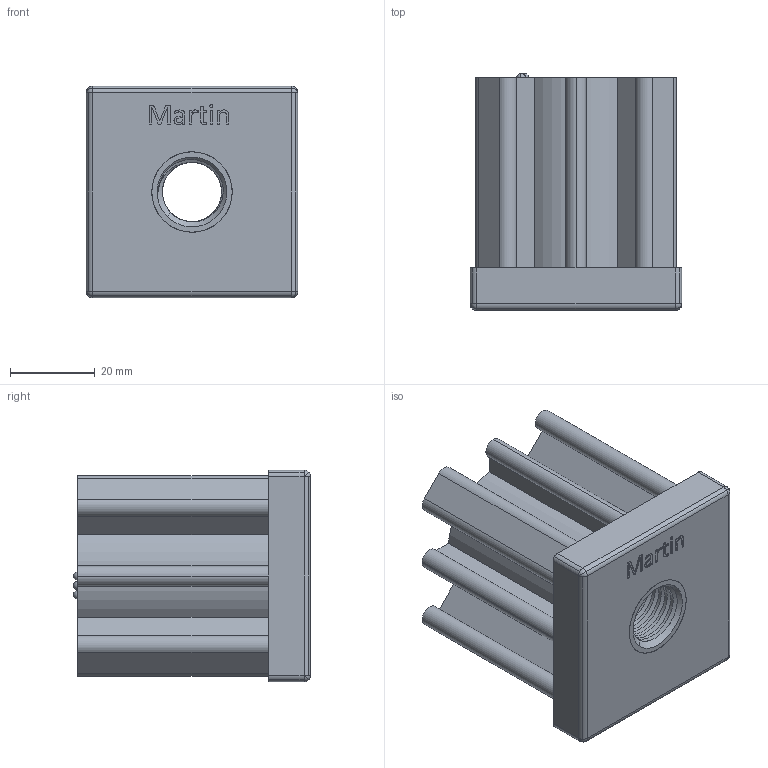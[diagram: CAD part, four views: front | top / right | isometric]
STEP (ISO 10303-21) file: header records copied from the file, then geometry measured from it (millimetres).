
FILE_DESCRIPTION(('STEP AP242'),'1');
FILE_NAME('17055.stp','2025-03-13T14:32:46',('TraceParts'),('TraceParts S.A.'),'Spatial InterOp 3D',' ',' ');
FILE_SCHEMA(('AP242_MANAGED_MODEL_BASED_3D_ENGINEERING_MIM_LF {1 0 10303 442 1 1 4}'));
Length unit declared in the file: millimetre
Products named in the file (1): 17055_1
Bounding box: 50 x 56 x 50 mm (x, y, z)
Volume: 61702.7 mm3; surface area: 27867.5 mm2
Topology: 2 solids, 2 shells, 528 faces, 1517 edges, 1001 vertices
Faces by surface type: plane 263, cylinder 245, sphere 14, cone 4, bspline 2
Entity records: 20711 total; most frequent: CARTESIAN_POINT 6432, ORIENTED_EDGE 3022, DIRECTION 2996, EDGE_CURVE 1511, AXIS2_PLACEMENT_3D 1002, VERTEX_POINT 1001, LINE 992, VECTOR 992
